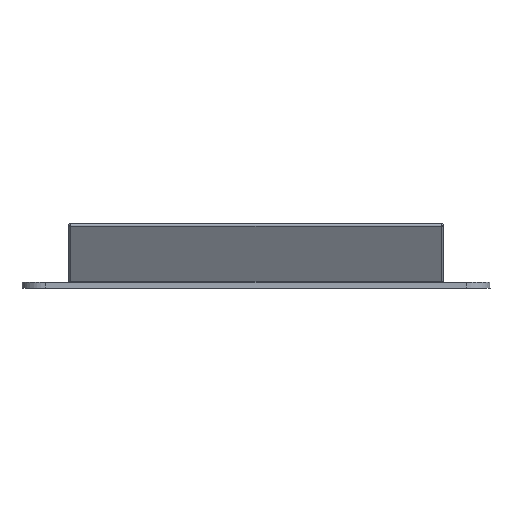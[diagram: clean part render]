
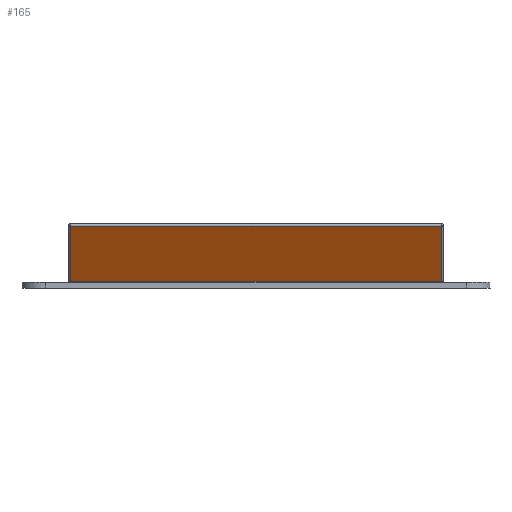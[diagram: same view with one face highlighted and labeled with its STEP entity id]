
A CAD part, left-side view. The second image highlights one B-rep face of the part: STEP entity #165.
In plain terms, the highlighted planar face has unit normal (-0.858, 0, -0.514).
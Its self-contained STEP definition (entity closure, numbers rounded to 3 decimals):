
#165=ADVANCED_FACE('',(#475),#477,.F.);
#475=FACE_BOUND('',#476,.T.);
#476=EDGE_LOOP('',(#1694,#1695,#1696,#1697));
#477=PLANE('',#478);
#478=AXIS2_PLACEMENT_3D('',#479,#480,#481);
#479=CARTESIAN_POINT('',(0.,40.,1.));
#480=DIRECTION('',(0.857,0.,0.514));
#481=DIRECTION('',(-0.514,0.,0.857));
#1694=ORIENTED_EDGE('',*,*,#1836,.F.);
#1695=ORIENTED_EDGE('',*,*,#1837,.F.);
#1696=ORIENTED_EDGE('',*,*,#1838,.F.);
#1697=ORIENTED_EDGE('',*,*,#1839,.F.);
#1836=EDGE_CURVE('',#1956,#1957,#1958,.F.);
#1837=EDGE_CURVE('',#1959,#1956,#1960,.T.);
#1838=EDGE_CURVE('',#1961,#1959,#1962,.F.);
#1839=EDGE_CURVE('',#1957,#1961,#1963,.F.);
#1956=VERTEX_POINT('',#2262);
#1957=VERTEX_POINT('',#2263);
#1958=LINE('',#2264,#2265);
#1959=VERTEX_POINT('',#2267);
#1960=LINE('',#2268,#2269);
#1961=VERTEX_POINT('',#2271);
#1962=LINE('',#2272,#2273);
#1963=LINE('',#2275,#2276);
#2262=CARTESIAN_POINT('',(-0.043,31.7,1.071));
#2263=CARTESIAN_POINT('',(-5.727,31.7,10.546));
#2264=CARTESIAN_POINT('',(-5.727,31.7,10.546));
#2265=VECTOR('',#2266,1.);
#2266=DIRECTION('',(0.514,0.,-0.857));
#2267=CARTESIAN_POINT('',(-0.043,-31.7,1.071));
#2268=CARTESIAN_POINT('',(-0.043,-31.7,1.071));
#2269=VECTOR('',#2270,1.);
#2270=DIRECTION('',(0.,1.,0.));
#2271=CARTESIAN_POINT('',(-5.727,-31.7,10.546));
#2272=CARTESIAN_POINT('',(-0.043,-31.7,1.071));
#2273=VECTOR('',#2274,1.);
#2274=DIRECTION('',(-0.514,0.,0.857));
#2275=CARTESIAN_POINT('',(-5.727,-31.7,10.546));
#2276=VECTOR('',#2277,1.);
#2277=DIRECTION('',(0.,1.,0.));
